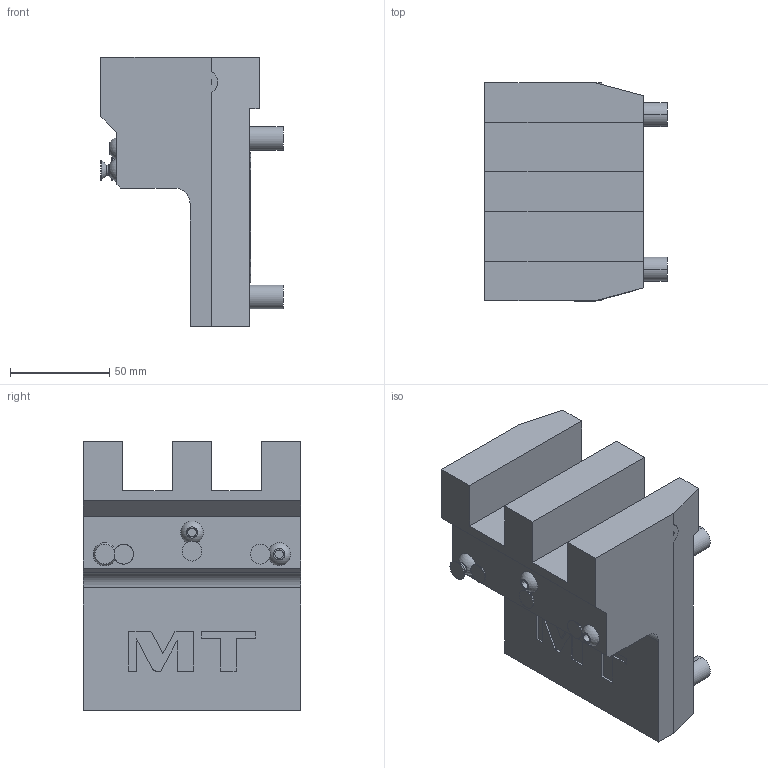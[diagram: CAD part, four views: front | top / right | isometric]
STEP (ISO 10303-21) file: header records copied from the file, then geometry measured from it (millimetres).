
FILE_DESCRIPTION((''),'2;1');
FILE_NAME('OKU0522500_CONF','2023-05-24T14:44:57',('smalpassi'),('M.T. srl'),'CREO PARAMETRIC BY PTC INC, 2021072','CREO PARAMETRIC BY PTC INC, 2021072','');
FILE_SCHEMA(('CONFIG_CONTROL_DESIGN'));
Length unit declared in the file: millimetre
Products named in the file (1): OKU0522500_CONF
Bounding box: 92 x 110 x 136 mm (x, y, z)
Volume: 653707.5 mm3; surface area: 68551.7 mm2
Topology: 1 solids, 1 shells, 118 faces, 283 edges, 190 vertices
Faces by surface type: plane 70, cylinder 29, cone 8, torus 6, sphere 3, extrusion 2
Entity records: 3570 total; most frequent: CARTESIAN_POINT 689, DIRECTION 599, ORIENTED_EDGE 566, EDGE_CURVE 283, AXIS2_PLACEMENT_3D 209, VERTEX_POINT 190, VECTOR 181, LINE 179
